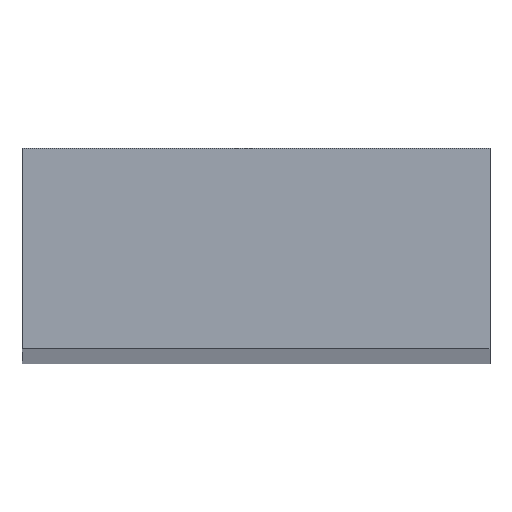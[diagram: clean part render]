
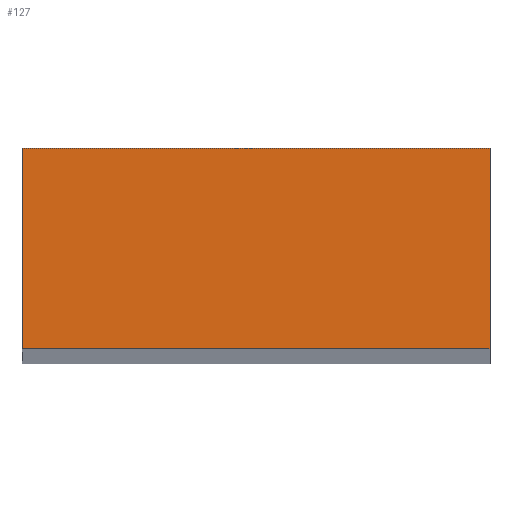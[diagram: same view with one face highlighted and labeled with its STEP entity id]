
A CAD part, top view. The second image highlights one B-rep face of the part: STEP entity #127.
In plain terms, the highlighted planar face has unit normal (0, 0, 1).
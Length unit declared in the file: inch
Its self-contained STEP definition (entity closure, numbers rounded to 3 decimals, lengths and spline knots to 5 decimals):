
#1 = DIRECTION ( 'NONE',  ( 0., 1., 0. ) ) ;
#11 = VECTOR ( 'NONE', #1, 39.37008 ) ;
#14 = ORIENTED_EDGE ( 'NONE', *, *, #135, .T. ) ;
#17 = LINE ( 'NONE', #112, #11 ) ;
#26 = ORIENTED_EDGE ( 'NONE', *, *, #94, .T. ) ;
#32 = LINE ( 'NONE', #66, #84 ) ;
#35 = DIRECTION ( 'NONE',  ( 0., 0., 1. ) ) ;
#38 = CARTESIAN_POINT ( 'NONE',  ( 0., -1.5, 64. ) ) ;
#46 = EDGE_CURVE ( 'NONE', #143, #108, #100, .T. ) ;
#52 = VECTOR ( 'NONE', #136, 39.37008 ) ;
#61 = AXIS2_PLACEMENT_3D ( 'NONE', #163, #35, #177 ) ;
#66 = CARTESIAN_POINT ( 'NONE',  ( 0., 0., 64. ) ) ;
#84 = VECTOR ( 'NONE', #131, 39.37008 ) ;
#89 = VERTEX_POINT ( 'NONE', #198 ) ;
#91 = VERTEX_POINT ( 'NONE', #117 ) ;
#94 = EDGE_CURVE ( 'NONE', #108, #89, #204, .T. ) ;
#96 = CARTESIAN_POINT ( 'NONE',  ( 0., -1.5, 64. ) ) ;
#100 = LINE ( 'NONE', #205, #52 ) ;
#108 = VERTEX_POINT ( 'NONE', #38 ) ;
#109 = EDGE_LOOP ( 'NONE', ( #129, #26, #14, #144 ) ) ;
#112 = CARTESIAN_POINT ( 'NONE',  ( 3.5, 0., 64. ) ) ;
#117 = CARTESIAN_POINT ( 'NONE',  ( 3.5, 0., 64. ) ) ;
#118 = DIRECTION ( 'NONE',  ( 1., 0., 0. ) ) ;
#127 = ADVANCED_FACE ( 'NONE', ( #150 ), #147, .T. ) ;
#129 = ORIENTED_EDGE ( 'NONE', *, *, #46, .T. ) ;
#131 = DIRECTION ( 'NONE',  ( -1., 0., 0. ) ) ;
#135 = EDGE_CURVE ( 'NONE', #89, #91, #17, .T. ) ;
#136 = DIRECTION ( 'NONE',  ( 0., -1., 0. ) ) ;
#143 = VERTEX_POINT ( 'NONE', #161 ) ;
#144 = ORIENTED_EDGE ( 'NONE', *, *, #171, .T. ) ;
#147 = PLANE ( 'NONE',  #61 ) ;
#150 = FACE_OUTER_BOUND ( 'NONE', #109, .T. ) ;
#161 = CARTESIAN_POINT ( 'NONE',  ( 0., 0., 64. ) ) ;
#163 = CARTESIAN_POINT ( 'NONE',  ( 0., 0., 64. ) ) ;
#171 = EDGE_CURVE ( 'NONE', #91, #143, #32, .T. ) ;
#177 = DIRECTION ( 'NONE',  ( 1., 0., 0. ) ) ;
#188 = VECTOR ( 'NONE', #118, 39.37008 ) ;
#198 = CARTESIAN_POINT ( 'NONE',  ( 3.5, -1.5, 64. ) ) ;
#204 = LINE ( 'NONE', #96, #188 ) ;
#205 = CARTESIAN_POINT ( 'NONE',  ( 0., 0., 64. ) ) ;
